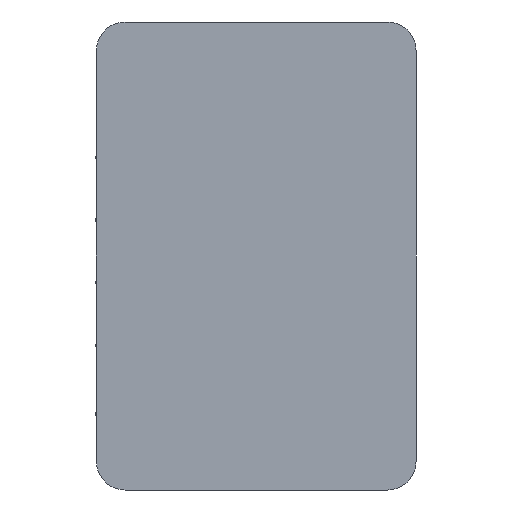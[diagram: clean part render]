
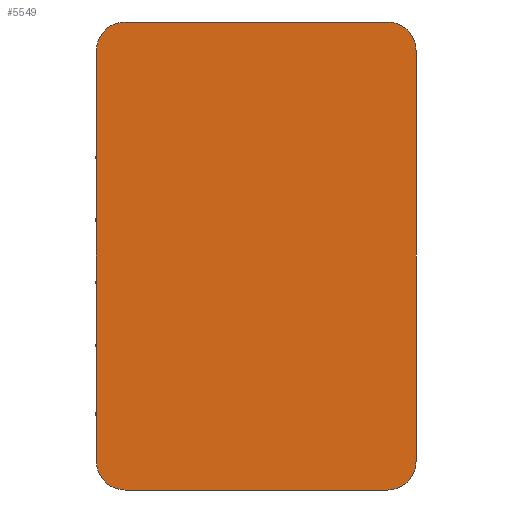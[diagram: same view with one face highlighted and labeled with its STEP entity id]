
A CAD part, front view. The second image highlights one B-rep face of the part: STEP entity #5549.
In plain terms, the highlighted planar face has unit normal (0, -1, 0).
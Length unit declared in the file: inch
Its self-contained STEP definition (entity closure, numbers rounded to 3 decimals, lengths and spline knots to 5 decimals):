
#89=PLANE('',#5862);
#355=FACE_OUTER_BOUND('',#642,.T.);
#642=EDGE_LOOP('',(#3963,#3964,#3965,#3966,#3967,#3968,#3969,#3970));
#1085=LINE('',#7847,#1818);
#1088=LINE('',#7853,#1821);
#1089=LINE('',#7857,#1822);
#1090=LINE('',#7861,#1823);
#1818=VECTOR('',#6389,0.3937);
#1821=VECTOR('',#6394,0.3937);
#1822=VECTOR('',#6397,0.3937);
#1823=VECTOR('',#6400,0.3937);
#2416=CIRCLE('',#5860,0.25);
#2417=CIRCLE('',#5863,0.25);
#2418=CIRCLE('',#5864,0.25);
#2419=CIRCLE('',#5865,0.25);
#2585=VERTEX_POINT('',#7840);
#2586=VERTEX_POINT('',#7842);
#2587=VERTEX_POINT('',#7846);
#2589=VERTEX_POINT('',#7852);
#2590=VERTEX_POINT('',#7854);
#2591=VERTEX_POINT('',#7856);
#2592=VERTEX_POINT('',#7858);
#2593=VERTEX_POINT('',#7860);
#3121=EDGE_CURVE('',#2585,#2586,#2416,.T.);
#3123=EDGE_CURVE('',#2586,#2587,#1085,.T.);
#3126=EDGE_CURVE('',#2589,#2585,#1088,.T.);
#3127=EDGE_CURVE('',#2590,#2589,#2417,.T.);
#3128=EDGE_CURVE('',#2591,#2590,#1089,.T.);
#3129=EDGE_CURVE('',#2592,#2591,#2418,.T.);
#3130=EDGE_CURVE('',#2593,#2592,#1090,.T.);
#3131=EDGE_CURVE('',#2587,#2593,#2419,.T.);
#3963=ORIENTED_EDGE('',*,*,#3121,.F.);
#3964=ORIENTED_EDGE('',*,*,#3126,.F.);
#3965=ORIENTED_EDGE('',*,*,#3127,.F.);
#3966=ORIENTED_EDGE('',*,*,#3128,.F.);
#3967=ORIENTED_EDGE('',*,*,#3129,.F.);
#3968=ORIENTED_EDGE('',*,*,#3130,.F.);
#3969=ORIENTED_EDGE('',*,*,#3131,.F.);
#3970=ORIENTED_EDGE('',*,*,#3123,.F.);
#5549=ADVANCED_FACE('',(#355),#89,.F.);
#5860=AXIS2_PLACEMENT_3D('',#7843,#6384,#6385);
#5862=AXIS2_PLACEMENT_3D('',#7851,#6392,#6393);
#5863=AXIS2_PLACEMENT_3D('',#7855,#6395,#6396);
#5864=AXIS2_PLACEMENT_3D('',#7859,#6398,#6399);
#5865=AXIS2_PLACEMENT_3D('',#7862,#6401,#6402);
#6384=DIRECTION('center_axis',(0.,1.,0.));
#6385=DIRECTION('ref_axis',(-0.707,0.,-0.707));
#6389=DIRECTION('',(0.,0.,1.));
#6392=DIRECTION('center_axis',(0.,1.,0.));
#6393=DIRECTION('ref_axis',(0.,0.,1.));
#6394=DIRECTION('',(-1.,0.,0.));
#6395=DIRECTION('center_axis',(0.,1.,0.));
#6396=DIRECTION('ref_axis',(0.707,0.,-0.707));
#6397=DIRECTION('',(0.,0.,-1.));
#6398=DIRECTION('center_axis',(0.,1.,0.));
#6399=DIRECTION('ref_axis',(0.707,0.,0.707));
#6400=DIRECTION('',(1.,0.,0.));
#6401=DIRECTION('center_axis',(0.,1.,0.));
#6402=DIRECTION('ref_axis',(-0.707,0.,0.707));
#7840=CARTESIAN_POINT('',(0.25,0.,-4.1));
#7842=CARTESIAN_POINT('',(0.,0.,-3.85));
#7843=CARTESIAN_POINT('Origin',(0.25,0.,-3.85));
#7846=CARTESIAN_POINT('',(0.,0.,-0.25));
#7847=CARTESIAN_POINT('',(0.,0.,-4.1));
#7851=CARTESIAN_POINT('Origin',(1.4,0.,-2.05));
#7852=CARTESIAN_POINT('',(2.55,0.,-4.1));
#7853=CARTESIAN_POINT('',(2.8,0.,-4.1));
#7854=CARTESIAN_POINT('',(2.8,0.,-3.85));
#7855=CARTESIAN_POINT('Origin',(2.55,0.,-3.85));
#7856=CARTESIAN_POINT('',(2.8,0.,-0.25));
#7857=CARTESIAN_POINT('',(2.8,0.,0.));
#7858=CARTESIAN_POINT('',(2.55,0.,0.));
#7859=CARTESIAN_POINT('Origin',(2.55,0.,-0.25));
#7860=CARTESIAN_POINT('',(0.25,0.,0.));
#7861=CARTESIAN_POINT('',(0.,0.,0.));
#7862=CARTESIAN_POINT('Origin',(0.25,0.,-0.25));
